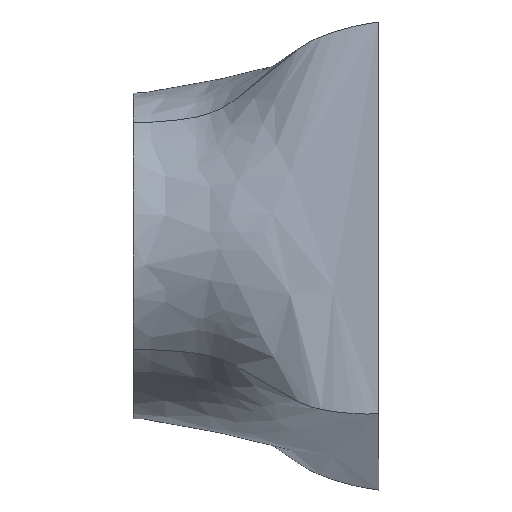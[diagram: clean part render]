
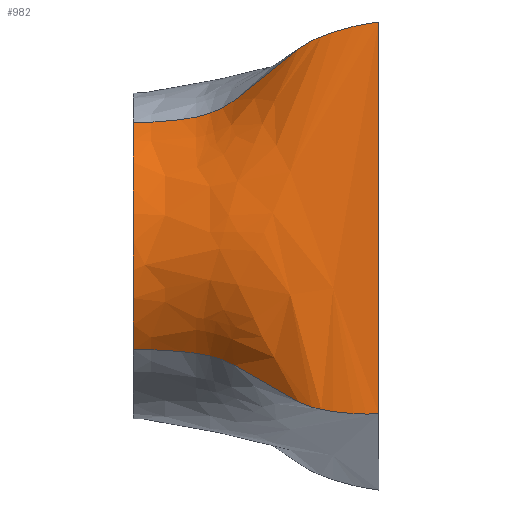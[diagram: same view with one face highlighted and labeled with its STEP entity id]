
A CAD part, left-side view. The second image highlights one B-rep face of the part: STEP entity #982.
In plain terms, the highlighted free-form (B-spline) face has degree [3, 3] with [8, 8] control points.
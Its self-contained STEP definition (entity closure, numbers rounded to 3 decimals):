
#28=B_SPLINE_SURFACE_WITH_KNOTS('',3,3,((#2231,#2232,#2233,#2234,#2235,
#2236,#2237,#2238),(#2239,#2240,#2241,#2242,#2243,#2244,#2245,#2246),(#2247,
#2248,#2249,#2250,#2251,#2252,#2253,#2254),(#2255,#2256,#2257,#2258,#2259,
#2260,#2261,#2262),(#2263,#2264,#2265,#2266,#2267,#2268,#2269,#2270),(#2271,
#2272,#2273,#2274,#2275,#2276,#2277,#2278),(#2279,#2280,#2281,#2282,#2283,
#2284,#2285,#2286),(#2287,#2288,#2289,#2290,#2291,#2292,#2293,#2294)),
 .UNSPECIFIED.,.F.,.F.,.F.,(4,1,2,1,4),(4,2,2,4),(0.,0.2,0.5,0.7,1.),(0.,
0.298,0.758,1.),.UNSPECIFIED.);
#85=B_SPLINE_CURVE_WITH_KNOTS('',3,(#2221,#2222,#2223,#2224),
 .UNSPECIFIED.,.F.,.F.,(4,4),(0.,0.298),.UNSPECIFIED.);
#86=B_SPLINE_CURVE_WITH_KNOTS('',3,(#2225,#2226,#2227,#2228,#2229,#2230),
 .UNSPECIFIED.,.F.,.F.,(4,2,4),(0.298,0.758,1.),
 .UNSPECIFIED.);
#87=B_SPLINE_CURVE_WITH_KNOTS('',3,(#2296,#2297,#2298,#2299),
 .UNSPECIFIED.,.F.,.F.,(4,4),(0.,0.298),.UNSPECIFIED.);
#88=B_SPLINE_CURVE_WITH_KNOTS('',3,(#2300,#2301,#2302,#2303,#2304,#2305),
 .UNSPECIFIED.,.F.,.F.,(4,2,4),(0.298,0.758,1.),
 .UNSPECIFIED.);
#153=FACE_OUTER_BOUND('',#219,.T.);
#219=EDGE_LOOP('',(#849,#850,#851,#852,#853,#854));
#267=LINE('',#2059,#315);
#315=VECTOR('',#1282,10.);
#359=CIRCLE('',#1084,21.3);
#443=VERTEX_POINT('',#2056);
#444=VERTEX_POINT('',#2058);
#447=VERTEX_POINT('',#2065);
#448=VERTEX_POINT('',#2067);
#451=VERTEX_POINT('',#2220);
#452=VERTEX_POINT('',#2295);
#575=EDGE_CURVE('',#443,#444,#267,.T.);
#579=EDGE_CURVE('',#448,#447,#359,.T.);
#585=EDGE_CURVE('',#448,#451,#85,.T.);
#586=EDGE_CURVE('',#451,#443,#86,.T.);
#587=EDGE_CURVE('',#447,#452,#87,.T.);
#588=EDGE_CURVE('',#452,#444,#88,.T.);
#849=ORIENTED_EDGE('',*,*,#579,.T.);
#850=ORIENTED_EDGE('',*,*,#587,.T.);
#851=ORIENTED_EDGE('',*,*,#588,.T.);
#852=ORIENTED_EDGE('',*,*,#575,.F.);
#853=ORIENTED_EDGE('',*,*,#586,.F.);
#854=ORIENTED_EDGE('',*,*,#585,.F.);
#982=ADVANCED_FACE('',(#153),#28,.T.);
#1084=AXIS2_PLACEMENT_3D('',#2068,#1290,#1291);
#1282=DIRECTION('',(-0.191,0.,-0.982));
#1290=DIRECTION('center_axis',(0.,-1.,0.));
#1291=DIRECTION('ref_axis',(1.,0.,0.));
#2056=CARTESIAN_POINT('',(-20.561,-32.,30.483));
#2058=CARTESIAN_POINT('',(-30.483,-32.,-20.561));
#2059=CARTESIAN_POINT('',(-30.483,-32.,-20.561));
#2065=CARTESIAN_POINT('',(-17.448,0.,-12.217));
#2067=CARTESIAN_POINT('',(-12.217,0.,17.448));
#2068=CARTESIAN_POINT('Origin',(0.,0.,0.));
#2220=CARTESIAN_POINT('',(-13.02,-10.,18.595));
#2221=CARTESIAN_POINT('Ctrl Pts',(-12.217,0.,17.448));
#2222=CARTESIAN_POINT('Ctrl Pts',(-12.118,-0.978,
17.307));
#2223=CARTESIAN_POINT('Ctrl Pts',(-12.217,-6.77,17.448));
#2224=CARTESIAN_POINT('Ctrl Pts',(-13.02,-10.,18.595));
#2225=CARTESIAN_POINT('Ctrl Pts',(-13.02,-10.,18.595));
#2226=CARTESIAN_POINT('Ctrl Pts',(-14.258,-14.981,20.363));
#2227=CARTESIAN_POINT('Ctrl Pts',(-18.716,-19.135,26.285));
#2228=CARTESIAN_POINT('Ctrl Pts',(-20.484,-26.565,29.488));
#2229=CARTESIAN_POINT('Ctrl Pts',(-20.669,-29.262,30.135));
#2230=CARTESIAN_POINT('Ctrl Pts',(-20.561,-32.,30.483));
#2231=CARTESIAN_POINT('Ctrl Pts',(-12.217,0.,17.448));
#2232=CARTESIAN_POINT('Ctrl Pts',(-12.118,-0.978,
17.307));
#2233=CARTESIAN_POINT('Ctrl Pts',(-12.217,-6.77,17.448));
#2234=CARTESIAN_POINT('Ctrl Pts',(-14.258,-14.981,20.363));
#2235=CARTESIAN_POINT('Ctrl Pts',(-18.716,-19.135,26.285));
#2236=CARTESIAN_POINT('Ctrl Pts',(-20.484,-26.565,29.488));
#2237=CARTESIAN_POINT('Ctrl Pts',(-20.669,-29.262,30.135));
#2238=CARTESIAN_POINT('Ctrl Pts',(-20.561,-32.,30.483));
#2239=CARTESIAN_POINT('Ctrl Pts',(-14.044,0.,16.169));
#2240=CARTESIAN_POINT('Ctrl Pts',(-13.931,-0.978,
16.038));
#2241=CARTESIAN_POINT('Ctrl Pts',(-14.175,-6.77,16.077));
#2242=CARTESIAN_POINT('Ctrl Pts',(-16.189,-14.981,19.011));
#2243=CARTESIAN_POINT('Ctrl Pts',(-19.564,-19.135,23.447));
#2244=CARTESIAN_POINT('Ctrl Pts',(-20.903,-26.565,26.071));
#2245=CARTESIAN_POINT('Ctrl Pts',(-21.3,-29.262,26.748));
#2246=CARTESIAN_POINT('Ctrl Pts',(-21.223,-32.,27.08));
#2247=CARTESIAN_POINT('Ctrl Pts',(-18.108,0.,12.248));
#2248=CARTESIAN_POINT('Ctrl Pts',(-17.961,-0.978,
12.149));
#2249=CARTESIAN_POINT('Ctrl Pts',(-18.491,-6.77,12.088));
#2250=CARTESIAN_POINT('Ctrl Pts',(-20.542,-14.981,14.541));
#2251=CARTESIAN_POINT('Ctrl Pts',(-21.531,-19.135,16.173));
#2252=CARTESIAN_POINT('Ctrl Pts',(-22.032,-26.565,17.623));
#2253=CARTESIAN_POINT('Ctrl Pts',(-22.877,-29.262,18.281));
#2254=CARTESIAN_POINT('Ctrl Pts',(-22.876,-32.,18.573));
#2255=CARTESIAN_POINT('Ctrl Pts',(-20.398,0.,6.995));
#2256=CARTESIAN_POINT('Ctrl Pts',(-20.233,-0.978,
6.938));
#2257=CARTESIAN_POINT('Ctrl Pts',(-20.851,-6.77,6.99));
#2258=CARTESIAN_POINT('Ctrl Pts',(-23.108,-14.981,8.172));
#2259=CARTESIAN_POINT('Ctrl Pts',(-23.085,-19.135,8.598));
#2260=CARTESIAN_POINT('Ctrl Pts',(-23.378,-26.565,9.334));
#2261=CARTESIAN_POINT('Ctrl Pts',(-24.455,-29.262,9.813));
#2262=CARTESIAN_POINT('Ctrl Pts',(-24.53,-32.,10.065));
#2263=CARTESIAN_POINT('Ctrl Pts',(-21.363,0.,1.503));
#2264=CARTESIAN_POINT('Ctrl Pts',(-21.19,-0.978,1.491));
#2265=CARTESIAN_POINT('Ctrl Pts',(-21.791,-6.77,1.635));
#2266=CARTESIAN_POINT('Ctrl Pts',(-24.272,-14.981,1.55));
#2267=CARTESIAN_POINT('Ctrl Pts',(-24.369,-19.135,0.974));
#2268=CARTESIAN_POINT('Ctrl Pts',(-24.867,-26.565,1.071));
#2269=CARTESIAN_POINT('Ctrl Pts',(-26.033,-29.262,1.346));
#2270=CARTESIAN_POINT('Ctrl Pts',(-26.184,-32.,1.558));
#2271=CARTESIAN_POINT('Ctrl Pts',(-21.465,0.,-4.144));
#2272=CARTESIAN_POINT('Ctrl Pts',(-21.292,-0.978,
-4.11));
#2273=CARTESIAN_POINT('Ctrl Pts',(-21.808,-6.77,-3.885));
#2274=CARTESIAN_POINT('Ctrl Pts',(-24.523,-14.981,-5.235));
#2275=CARTESIAN_POINT('Ctrl Pts',(-25.471,-19.135,-6.681));
#2276=CARTESIAN_POINT('Ctrl Pts',(-26.451,-26.565,-7.176));
#2277=CARTESIAN_POINT('Ctrl Pts',(-27.61,-29.262,-7.121));
#2278=CARTESIAN_POINT('Ctrl Pts',(-27.837,-32.,-6.949));
#2279=CARTESIAN_POINT('Ctrl Pts',(-19.367,0.,-9.476));
#2280=CARTESIAN_POINT('Ctrl Pts',(-19.21,-0.978,
-9.4));
#2281=CARTESIAN_POINT('Ctrl Pts',(-19.505,-6.77,-9.281));
#2282=CARTESIAN_POINT('Ctrl Pts',(-22.391,-14.981,-11.362));
#2283=CARTESIAN_POINT('Ctrl Pts',(-26.096,-19.135,-14.268));
#2284=CARTESIAN_POINT('Ctrl Pts',(-28.288,-26.565,-15.459));
#2285=CARTESIAN_POINT('Ctrl Pts',(-29.188,-29.262,-15.588));
#2286=CARTESIAN_POINT('Ctrl Pts',(-29.491,-32.,-15.457));
#2287=CARTESIAN_POINT('Ctrl Pts',(-17.448,0.,-12.217));
#2288=CARTESIAN_POINT('Ctrl Pts',(-17.307,-0.978,
-12.118));
#2289=CARTESIAN_POINT('Ctrl Pts',(-17.448,-6.77,-12.217));
#2290=CARTESIAN_POINT('Ctrl Pts',(-20.363,-14.981,-14.258));
#2291=CARTESIAN_POINT('Ctrl Pts',(-26.285,-19.135,-18.716));
#2292=CARTESIAN_POINT('Ctrl Pts',(-29.488,-26.565,-20.484));
#2293=CARTESIAN_POINT('Ctrl Pts',(-30.135,-29.262,-20.669));
#2294=CARTESIAN_POINT('Ctrl Pts',(-30.483,-32.,-20.561));
#2295=CARTESIAN_POINT('',(-18.595,-10.,-13.02));
#2296=CARTESIAN_POINT('Ctrl Pts',(-17.448,0.,-12.217));
#2297=CARTESIAN_POINT('Ctrl Pts',(-17.307,-0.978,
-12.118));
#2298=CARTESIAN_POINT('Ctrl Pts',(-17.448,-6.77,-12.217));
#2299=CARTESIAN_POINT('Ctrl Pts',(-18.595,-10.,-13.02));
#2300=CARTESIAN_POINT('Ctrl Pts',(-18.595,-10.,-13.02));
#2301=CARTESIAN_POINT('Ctrl Pts',(-20.363,-14.981,-14.258));
#2302=CARTESIAN_POINT('Ctrl Pts',(-26.285,-19.135,-18.716));
#2303=CARTESIAN_POINT('Ctrl Pts',(-29.488,-26.565,-20.484));
#2304=CARTESIAN_POINT('Ctrl Pts',(-30.135,-29.262,-20.669));
#2305=CARTESIAN_POINT('Ctrl Pts',(-30.483,-32.,-20.561));
